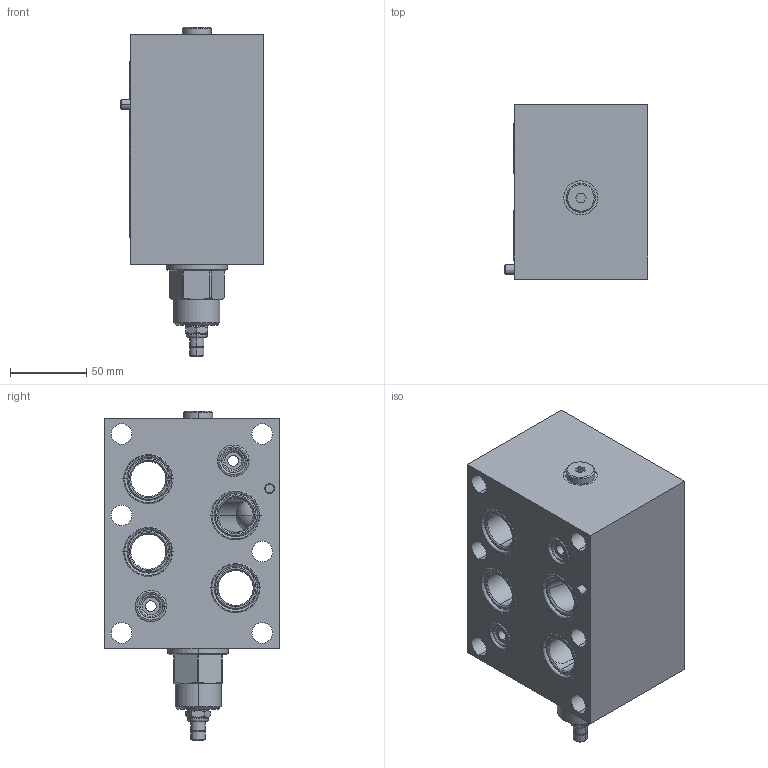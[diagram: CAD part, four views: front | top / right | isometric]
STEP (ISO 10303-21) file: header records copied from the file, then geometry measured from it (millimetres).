
FILE_DESCRIPTION((''),'2;1');
FILE_NAME('RPICLAN-CDD-T_ASM','2019-08-01T',('ProEService'),(''),'PRO/ENGINEER BY PARAMETRIC TECHNOLOGY CORPORATION, 2014200','PRO/ENGINEER BY PARAMETRIC TECHNOLOGY CORPORATION, 2014200','');
FILE_SCHEMA(('CONFIG_CONTROL_DESIGN'));
Length unit declared in the file: inch
Products named in the file (7): 152-391-003; 330-018-002; 811-001-002; 500-001-114; 500-001-121; RPICLAN; RPICLAN-CDD-T_ASM
Assembly tree (10 placements, depth 2):
  RPICLAN-CDD-T_ASM
    152-391-003
    330-018-002
    811-001-002
    500-001-114  x2
    500-001-121  x4
    RPICLAN
Bounding box: 93.68 x 114.3 x 215.75 mm (x, y, z)
Volume: 1257303.4 mm3; surface area: 165116.8 mm2
Topology: 12 solids, 12 shells, 387 faces, 1141 edges, 921 vertices
Faces by surface type: cylinder 129, plane 99, cone 88, torus 34, revolution 32, sphere 5
Entity records: 14700 total; most frequent: CARTESIAN_POINT 4594, DIRECTION 2218, ORIENTED_EDGE 1758, EDGE_CURVE 879, AXIS2_PLACEMENT_3D 829, VERTEX_POINT 549, VECTOR 544, LINE 544
